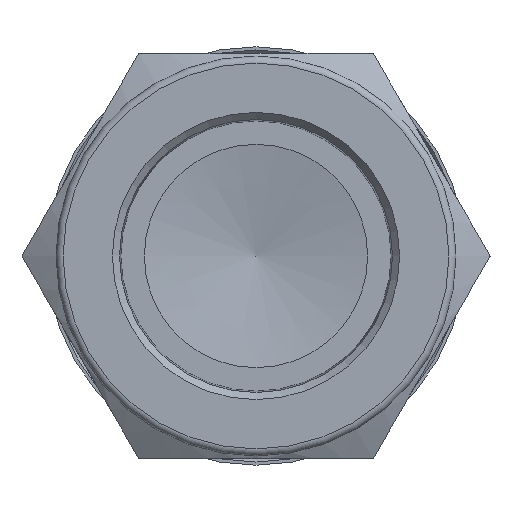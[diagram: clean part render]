
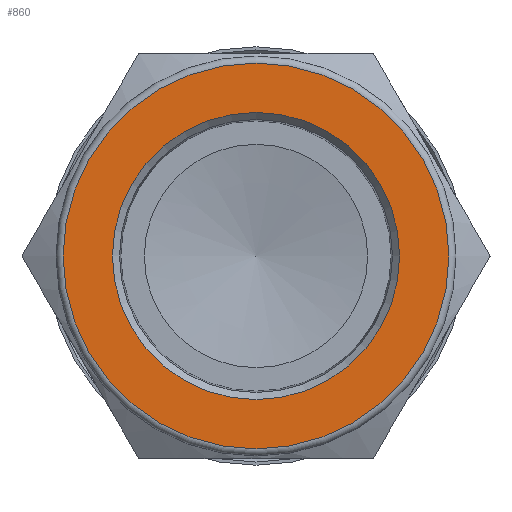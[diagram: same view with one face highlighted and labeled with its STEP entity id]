
A CAD part, left-side view. The second image highlights one B-rep face of the part: STEP entity #860.
In plain terms, the highlighted planar face has unit normal (-1, 0, 0).
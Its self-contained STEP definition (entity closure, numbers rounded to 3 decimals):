
#18=FACE_BOUND('',#207,.T.);
#67=CIRCLE('',#967,10.125);
#68=CIRCLE('',#969,13.6);
#147=FACE_OUTER_BOUND('',#206,.T.);
#206=EDGE_LOOP('',(#694));
#207=EDGE_LOOP('',(#695));
#402=VERTEX_POINT('',#1529);
#403=VERTEX_POINT('',#1533);
#511=EDGE_CURVE('',#402,#402,#67,.T.);
#512=EDGE_CURVE('',#403,#403,#68,.T.);
#694=ORIENTED_EDGE('',*,*,#512,.F.);
#695=ORIENTED_EDGE('',*,*,#511,.T.);
#822=PLANE('',#968);
#860=ADVANCED_FACE('',(#147,#18),#822,.T.);
#967=AXIS2_PLACEMENT_3D('',#1531,#1164,#1165);
#968=AXIS2_PLACEMENT_3D('',#1532,#1166,#1167);
#969=AXIS2_PLACEMENT_3D('',#1534,#1168,#1169);
#1164=DIRECTION('center_axis',(1.,0.,0.));
#1165=DIRECTION('ref_axis',(0.,0.,-1.));
#1166=DIRECTION('center_axis',(-1.,0.,0.));
#1167=DIRECTION('ref_axis',(0.,0.,1.));
#1168=DIRECTION('center_axis',(1.,0.,0.));
#1169=DIRECTION('ref_axis',(0.,0.,-1.));
#1529=CARTESIAN_POINT('',(0.,-10.125,0.));
#1531=CARTESIAN_POINT('Origin',(0.,0.,
0.));
#1532=CARTESIAN_POINT('Origin',(0.,13.6,
0.));
#1533=CARTESIAN_POINT('',(0.,0.,13.6));
#1534=CARTESIAN_POINT('Origin',(0.,0.,
0.));
